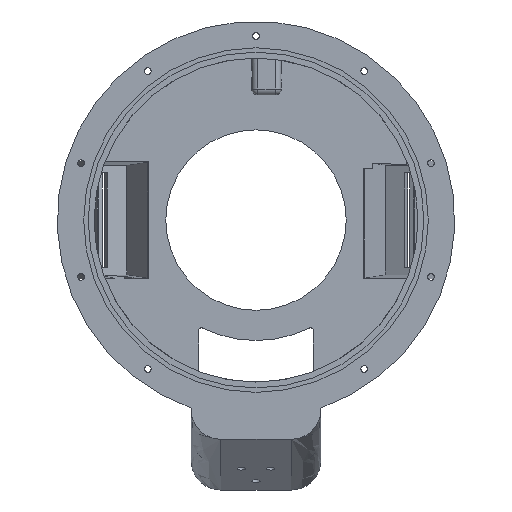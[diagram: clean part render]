
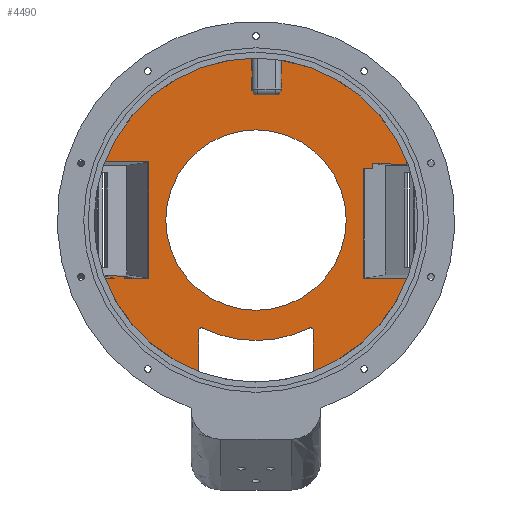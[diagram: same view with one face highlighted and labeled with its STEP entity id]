
A CAD part, front view. The second image highlights one B-rep face of the part: STEP entity #4490.
In plain terms, the highlighted planar face has unit normal (0, -1, 0).
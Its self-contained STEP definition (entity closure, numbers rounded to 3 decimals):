
#147=PLANE('',#4954);
#202=FACE_BOUND('',#782,.T.);
#482=FACE_OUTER_BOUND('',#781,.T.);
#781=EDGE_LOOP('',(#4134,#4135,#4136,#4137,#4138,#4139,#4140,#4141,#4142,
#4143,#4144,#4145,#4146,#4147,#4148,#4149,#4150,#4151,#4152,#4153));
#782=EDGE_LOOP('',(#4154));
#901=CIRCLE('',#4698,110.);
#902=CIRCLE('',#4708,110.);
#904=CIRCLE('',#4710,110.);
#997=CIRCLE('',#4930,2.);
#998=CIRCLE('',#4932,2.);
#999=CIRCLE('',#4934,81.759);
#1009=CIRCLE('',#4955,61.25);
#1128=LINE('',#7598,#1475);
#1137=LINE('',#7616,#1484);
#1138=LINE('',#7618,#1485);
#1150=LINE('',#7644,#1497);
#1173=LINE('',#7704,#1520);
#1177=LINE('',#7715,#1524);
#1185=LINE('',#7799,#1532);
#1190=LINE('',#7808,#1537);
#1191=LINE('',#7811,#1538);
#1218=LINE('',#7861,#1565);
#1223=LINE('',#7873,#1570);
#1224=LINE('',#7876,#1571);
#1257=LINE('',#8157,#1604);
#1267=LINE('',#8491,#1614);
#1475=VECTOR('',#5373,10.);
#1484=VECTOR('',#5386,10.);
#1485=VECTOR('',#5389,10.);
#1497=VECTOR('',#5407,10.);
#1520=VECTOR('',#5474,10.);
#1524=VECTOR('',#5488,10.);
#1532=VECTOR('',#5530,10.);
#1537=VECTOR('',#5537,10.);
#1538=VECTOR('',#5540,10.);
#1565=VECTOR('',#5589,10.);
#1570=VECTOR('',#5606,10.);
#1571=VECTOR('',#5611,10.);
#1604=VECTOR('',#5770,10.);
#1614=VECTOR('',#5818,10.);
#1970=VERTEX_POINT('',#7594);
#1972=VERTEX_POINT('',#7597);
#1978=VERTEX_POINT('',#7612);
#1979=VERTEX_POINT('',#7614);
#1990=VERTEX_POINT('',#7643);
#2005=VERTEX_POINT('',#7703);
#2007=VERTEX_POINT('',#7713);
#2009=VERTEX_POINT('',#7720);
#2020=VERTEX_POINT('',#7742);
#2021=VERTEX_POINT('',#7744);
#2024=VERTEX_POINT('',#7750);
#2028=VERTEX_POINT('',#7795);
#2030=VERTEX_POINT('',#7798);
#2033=VERTEX_POINT('',#7805);
#2034=VERTEX_POINT('',#7810);
#2047=VERTEX_POINT('',#7871);
#2100=VERTEX_POINT('',#8156);
#2125=VERTEX_POINT('',#8489);
#2185=VERTEX_POINT('',#8896);
#2186=VERTEX_POINT('',#8900);
#2196=VERTEX_POINT('',#8943);
#2457=EDGE_CURVE('',#1972,#1970,#1128,.T.);
#2466=EDGE_CURVE('',#1979,#1978,#1137,.T.);
#2467=EDGE_CURVE('',#1978,#1970,#1138,.T.);
#2480=EDGE_CURVE('',#1990,#1972,#1150,.T.);
#2510=EDGE_CURVE('',#2005,#1990,#1173,.T.);
#2516=EDGE_CURVE('',#2007,#2005,#1177,.T.);
#2519=EDGE_CURVE('',#2009,#2007,#901,.T.);
#2531=EDGE_CURVE('',#2021,#2020,#902,.T.);
#2535=EDGE_CURVE('',#1979,#2024,#904,.T.);
#2541=EDGE_CURVE('',#2030,#2028,#1185,.T.);
#2546=EDGE_CURVE('',#2009,#2033,#1190,.T.);
#2547=EDGE_CURVE('',#2034,#2028,#1191,.T.);
#2574=EDGE_CURVE('',#2033,#2034,#1218,.T.);
#2579=EDGE_CURVE('',#2020,#2047,#1223,.T.);
#2580=EDGE_CURVE('',#2047,#2030,#1224,.T.);
#2655=EDGE_CURVE('',#2100,#2021,#1257,.T.);
#2695=EDGE_CURVE('',#2024,#2125,#1267,.T.);
#2826=EDGE_CURVE('',#2185,#2100,#997,.T.);
#2828=EDGE_CURVE('',#2125,#2186,#998,.T.);
#2830=EDGE_CURVE('',#2186,#2185,#999,.T.);
#2849=EDGE_CURVE('',#2196,#2196,#1009,.T.);
#4134=ORIENTED_EDGE('',*,*,#2480,.T.);
#4135=ORIENTED_EDGE('',*,*,#2457,.T.);
#4136=ORIENTED_EDGE('',*,*,#2467,.F.);
#4137=ORIENTED_EDGE('',*,*,#2466,.F.);
#4138=ORIENTED_EDGE('',*,*,#2535,.T.);
#4139=ORIENTED_EDGE('',*,*,#2695,.T.);
#4140=ORIENTED_EDGE('',*,*,#2828,.T.);
#4141=ORIENTED_EDGE('',*,*,#2830,.T.);
#4142=ORIENTED_EDGE('',*,*,#2826,.T.);
#4143=ORIENTED_EDGE('',*,*,#2655,.T.);
#4144=ORIENTED_EDGE('',*,*,#2531,.T.);
#4145=ORIENTED_EDGE('',*,*,#2579,.T.);
#4146=ORIENTED_EDGE('',*,*,#2580,.T.);
#4147=ORIENTED_EDGE('',*,*,#2541,.T.);
#4148=ORIENTED_EDGE('',*,*,#2547,.F.);
#4149=ORIENTED_EDGE('',*,*,#2574,.F.);
#4150=ORIENTED_EDGE('',*,*,#2546,.F.);
#4151=ORIENTED_EDGE('',*,*,#2519,.T.);
#4152=ORIENTED_EDGE('',*,*,#2516,.T.);
#4153=ORIENTED_EDGE('',*,*,#2510,.T.);
#4154=ORIENTED_EDGE('',*,*,#2849,.F.);
#4490=ADVANCED_FACE('',(#482,#202),#147,.T.);
#4698=AXIS2_PLACEMENT_3D('',#7721,#5494,#5495);
#4708=AXIS2_PLACEMENT_3D('',#7745,#5516,#5517);
#4710=AXIS2_PLACEMENT_3D('',#7752,#5522,#5523);
#4930=AXIS2_PLACEMENT_3D('',#8897,#6124,#6125);
#4932=AXIS2_PLACEMENT_3D('',#8901,#6129,#6130);
#4934=AXIS2_PLACEMENT_3D('',#8904,#6134,#6135);
#4954=AXIS2_PLACEMENT_3D('',#8942,#6183,#6184);
#4955=AXIS2_PLACEMENT_3D('',#8944,#6185,#6186);
#5373=DIRECTION('',(0.,0.,1.));
#5386=DIRECTION('',(0.,0.,1.));
#5389=DIRECTION('',(0.999,0.,-0.044));
#5407=DIRECTION('',(-1.,0.,0.));
#5474=DIRECTION('',(0.,0.,-1.));
#5488=DIRECTION('',(1.,0.,0.));
#5494=DIRECTION('center_axis',(0.,-1.,0.));
#5495=DIRECTION('ref_axis',(1.,0.,0.));
#5516=DIRECTION('center_axis',(0.,-1.,0.));
#5517=DIRECTION('ref_axis',(1.,0.,0.));
#5522=DIRECTION('center_axis',(0.,-1.,0.));
#5523=DIRECTION('ref_axis',(1.,0.,0.));
#5530=DIRECTION('',(1.,0.,0.));
#5537=DIRECTION('',(0.,0.,-1.));
#5540=DIRECTION('',(0.,0.,-1.));
#5589=DIRECTION('',(-0.999,0.,0.044));
#5606=DIRECTION('',(-1.,0.,0.));
#5611=DIRECTION('',(0.,0.,1.));
#5770=DIRECTION('',(0.,0.,-1.));
#5818=DIRECTION('',(0.,0.,1.));
#6124=DIRECTION('center_axis',(0.,1.,0.));
#6125=DIRECTION('ref_axis',(-0.442,0.,0.897));
#6129=DIRECTION('center_axis',(0.,1.,0.));
#6130=DIRECTION('ref_axis',(-1.,0.,0.));
#6134=DIRECTION('center_axis',(0.,-1.,0.));
#6135=DIRECTION('ref_axis',(-0.442,0.,0.897));
#6183=DIRECTION('center_axis',(0.,-1.,0.));
#6184=DIRECTION('ref_axis',(0.,0.,-1.));
#6185=DIRECTION('center_axis',(0.,-1.,0.));
#6186=DIRECTION('ref_axis',(1.,0.,0.));
#7594=CARTESIAN_POINT('',(-89.478,95.5,-38.196));
#7597=CARTESIAN_POINT('',(-89.478,95.5,-40.));
#7598=CARTESIAN_POINT('',(-89.478,95.5,-40.));
#7612=CARTESIAN_POINT('',(-102.47,95.5,-37.627));
#7614=CARTESIAN_POINT('',(-102.47,95.5,-40.));
#7616=CARTESIAN_POINT('',(-102.47,95.5,-40.));
#7618=CARTESIAN_POINT('',(-81.413,95.5,-38.548));
#7643=CARTESIAN_POINT('',(-77.472,95.5,-40.));
#7644=CARTESIAN_POINT('',(-29.205,95.5,-40.));
#7703=CARTESIAN_POINT('',(-77.472,95.5,40.));
#7704=CARTESIAN_POINT('',(-77.472,95.5,-20.));
#7713=CARTESIAN_POINT('',(-102.47,95.5,40.));
#7715=CARTESIAN_POINT('',(-11.885,95.5,40.));
#7720=CARTESIAN_POINT('',(102.47,95.5,40.));
#7721=CARTESIAN_POINT('Origin',(0.,95.5,0.));
#7742=CARTESIAN_POINT('',(102.47,95.5,-40.));
#7744=CARTESIAN_POINT('',(39.,95.5,-102.854));
#7745=CARTESIAN_POINT('Origin',(0.,95.5,0.));
#7750=CARTESIAN_POINT('',(-39.,95.5,-102.854));
#7752=CARTESIAN_POINT('Origin',(0.,95.5,0.));
#7795=CARTESIAN_POINT('',(79.028,95.5,35.));
#7798=CARTESIAN_POINT('',(77.472,95.5,35.));
#7799=CARTESIAN_POINT('',(102.47,95.5,35.));
#7805=CARTESIAN_POINT('',(102.47,95.5,37.627));
#7808=CARTESIAN_POINT('',(102.47,95.5,40.));
#7810=CARTESIAN_POINT('',(79.028,95.5,38.653));
#7811=CARTESIAN_POINT('',(79.028,95.5,39.75));
#7861=CARTESIAN_POINT('',(92.276,95.5,38.073));
#7871=CARTESIAN_POINT('',(77.472,95.5,-40.));
#7873=CARTESIAN_POINT('',(90.455,95.5,-40.));
#7876=CARTESIAN_POINT('',(77.472,95.5,-20.));
#8156=CARTESIAN_POINT('',(39.,95.5,-75.144));
#8157=CARTESIAN_POINT('',(39.,95.5,-67.5));
#8489=CARTESIAN_POINT('',(-39.,95.5,-75.144));
#8491=CARTESIAN_POINT('',(-39.,95.5,-37.572));
#8896=CARTESIAN_POINT('',(36.117,95.5,-73.349));
#8897=CARTESIAN_POINT('Origin',(37.,95.5,-75.144));
#8900=CARTESIAN_POINT('',(-36.117,95.5,-73.349));
#8901=CARTESIAN_POINT('Origin',(-37.,95.5,-75.144));
#8904=CARTESIAN_POINT('Origin',(0.,95.5,0.));
#8942=CARTESIAN_POINT('Origin',(61.25,95.5,0.));
#8943=CARTESIAN_POINT('',(-61.25,95.5,0.));
#8944=CARTESIAN_POINT('Origin',(0.,95.5,0.));
